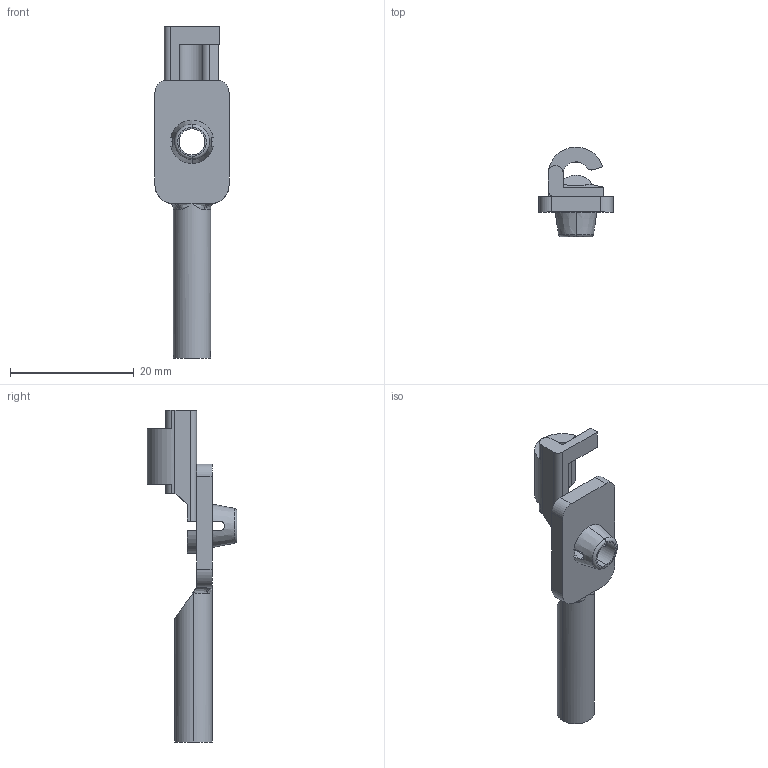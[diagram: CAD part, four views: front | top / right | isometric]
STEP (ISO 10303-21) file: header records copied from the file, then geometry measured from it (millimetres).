
FILE_DESCRIPTION (( 'STEP AP203' ), '1' );
FILE_NAME ('C-40-J_Œö.STEP', '2007-01-30T04:08:49', ( ' ' ), ( ' ' ), 'SwSTEP 2.0', 'SolidWorks 2006004', '' );
FILE_SCHEMA (( 'CONFIG_CONTROL_DESIGN' ));
Length unit declared in the file: millimetre
Products named in the file (3): A-40-J継ぎロッド_ﾃﾞﾌｫﾙﾄ; C-40-J_公; AC-25-Q-14_蹬怮椔
Assembly tree (2 placements, depth 2):
  C-40-J_公
    AC-25-Q-14_蹬怮椔
    A-40-J継ぎロッド_ﾃﾞﾌｫﾙﾄ
Bounding box: 12 x 14.49 x 53.75 mm (x, y, z)
Volume: 1728.4 mm3; surface area: 1948.9 mm2
Topology: 2 solids, 2 shells, 74 faces, 204 edges, 131 vertices
Faces by surface type: plane 36, cylinder 25, cone 5, torus 4, bspline 4
Entity records: 3972 total; most frequent: CARTESIAN_POINT 1804, ORIENTED_EDGE 404, DIRECTION 388, EDGE_CURVE 202, AXIS2_PLACEMENT_3D 141, VERTEX_POINT 131, LINE 106, VECTOR 106
